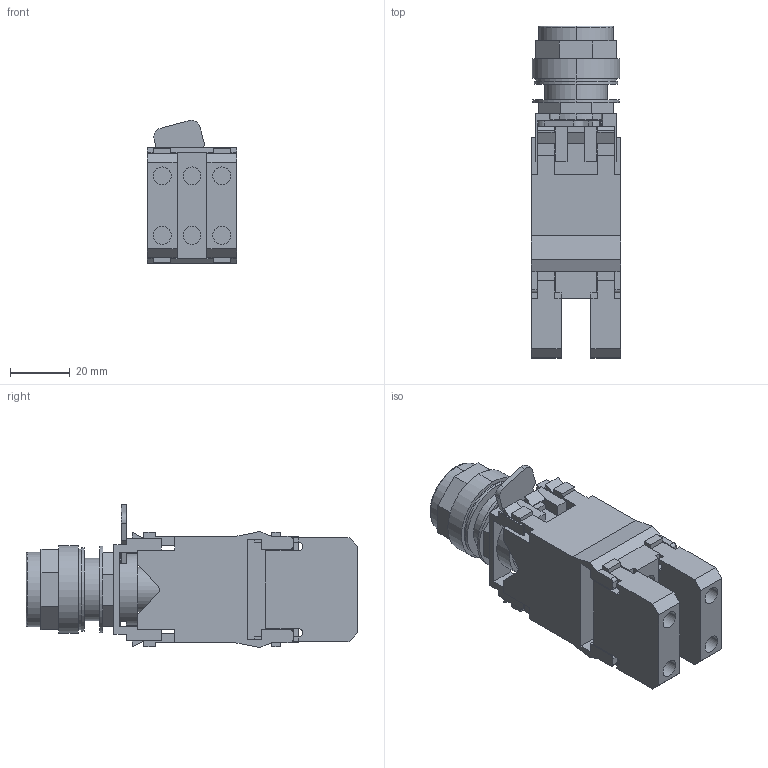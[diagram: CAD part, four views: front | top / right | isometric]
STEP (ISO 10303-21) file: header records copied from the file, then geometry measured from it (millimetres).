
FILE_DESCRIPTION (( 'STEP AP214' ), '1' );
FILE_NAME ('E22TB9X27.step', '2018-07-05T19:36:20', ( '' ), ( '' ), 'SwSTEP 2.0', 'SolidWorks 2017', '' );
FILE_SCHEMA (( 'AUTOMOTIVE_DESIGN' ));
Length unit declared in the file: millimetre
Products named in the file (1): E22TB9X27
Bounding box: 30 x 111.5 x 48.13 mm (x, y, z)
Volume: 82853.5 mm3; surface area: 33318.8 mm2
Topology: 9 solids, 9 shells, 391 faces, 1083 edges, 704 vertices
Faces by surface type: plane 327, cylinder 62, torus 2
Entity records: 12931 total; most frequent: CARTESIAN_POINT 2179, ORIENTED_EDGE 2166, DIRECTION 2011, EDGE_CURVE 1083, LINE 939, VECTOR 939, VERTEX_POINT 704, AXIS2_PLACEMENT_3D 536
